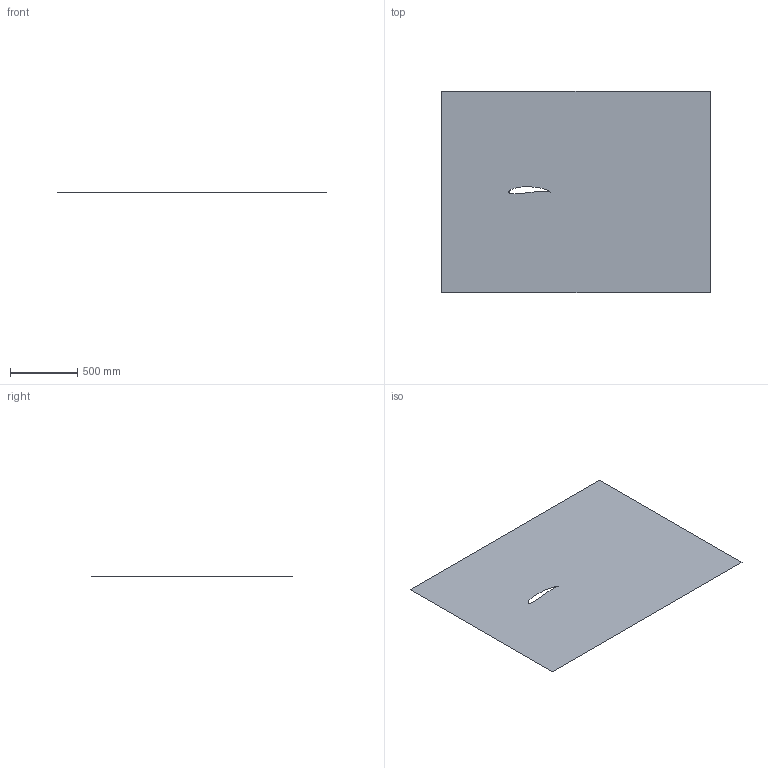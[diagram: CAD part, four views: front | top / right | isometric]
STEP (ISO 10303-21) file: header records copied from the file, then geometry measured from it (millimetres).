
FILE_DESCRIPTION((''),'2;1');
FILE_NAME('','2016-11-15T17:02:51',(''),(''),'','CADfix','');
FILE_SCHEMA(('CONFIG_CONTROL_DESIGN'));
Length unit declared in the file: metre
Bounding box: 2000 x 1500 x 0 mm (x, y, z)
Surface area: 2989447.1 mm2 (no closed solid volume)
Topology: 0 solids, 1 shells, 1 faces, 6 edges, 6 vertices
Faces by surface type: plane 1
Entity records: 248 total; most frequent: CARTESIAN_POINT 108, PERSON 8, ORGANIZATION 8, PERSON_AND_ORGANIZATION 8, DIRECTION 6, VERTEX_POINT 6, EDGE_CURVE 6, ORIENTED_EDGE 6
